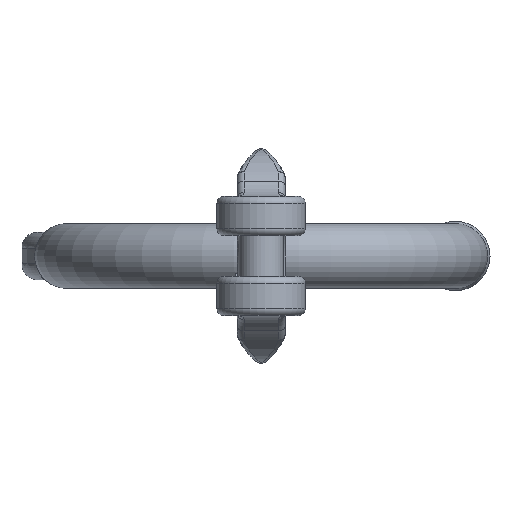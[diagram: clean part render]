
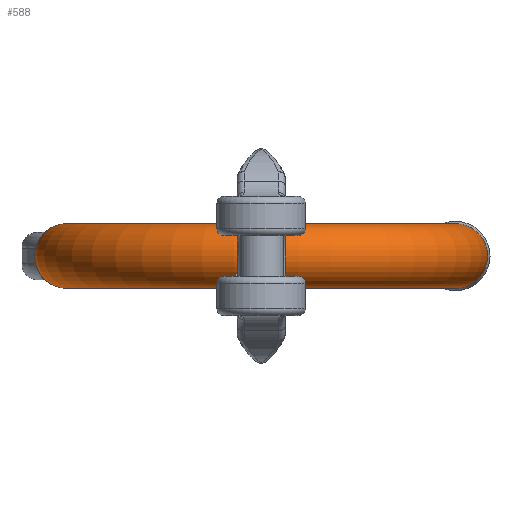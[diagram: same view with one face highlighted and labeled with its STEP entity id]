
A CAD part, front view. The second image highlights one B-rep face of the part: STEP entity #588.
In plain terms, the highlighted toroidal (fillet/blend) face has major radius 57 mm and minor radius 9.5 mm.
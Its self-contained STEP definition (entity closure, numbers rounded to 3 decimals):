
#554=TOROIDAL_SURFACE('',#5050,57.,9.5);
#588=ADVANCED_FACE('',(#1940,#1941),#554,.T.);
#1940=FACE_BOUND('',#1990,.T.);
#1941=FACE_BOUND('',#1991,.T.);
#1990=EDGE_LOOP('',(#2345));
#1991=EDGE_LOOP('',(#2346));
#2345=ORIENTED_EDGE('',*,*,#4203,.T.);
#2346=ORIENTED_EDGE('',*,*,#4241,.F.);
#3735=VERTEX_POINT('',#6204);
#3773=VERTEX_POINT('',#6446);
#4203=EDGE_CURVE('',#3735,#3735,#4920,.T.);
#4241=EDGE_CURVE('',#3773,#3773,#4922,.T.);
#4920=CIRCLE('',#5031,9.5);
#4922=CIRCLE('',#5043,9.5);
#5031=AXIS2_PLACEMENT_3D('',#6203,#5308,#5309);
#5043=AXIS2_PLACEMENT_3D('',#6445,#5340,#5341);
#5050=AXIS2_PLACEMENT_3D('',#6456,#5354,#5355);
#5308=DIRECTION('',(0.,-1.,0.));
#5309=DIRECTION('',(0.,0.,-1.));
#5340=DIRECTION('',(0.,1.,0.));
#5341=DIRECTION('',(0.,0.,-1.));
#5354=DIRECTION('',(0.,0.,1.));
#5355=DIRECTION('',(1.,0.,0.));
#6203=CARTESIAN_POINT('',(-57.,-32.5,0.));
#6204=CARTESIAN_POINT('',(-57.,-32.5,-9.5));
#6445=CARTESIAN_POINT('',(57.,-32.5,0.));
#6446=CARTESIAN_POINT('',(57.,-32.5,-9.5));
#6456=CARTESIAN_POINT('',(0.,-32.5,0.));
